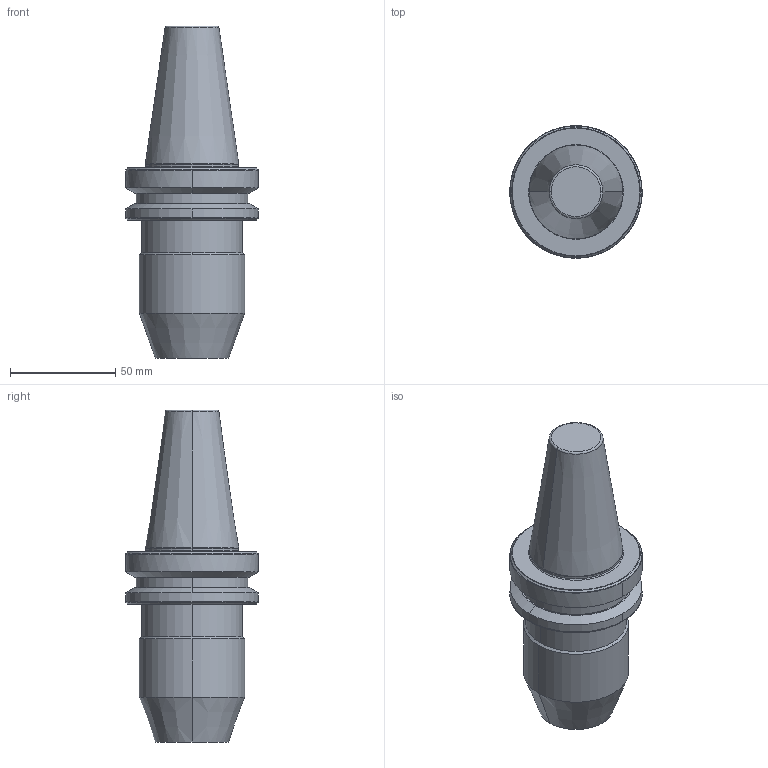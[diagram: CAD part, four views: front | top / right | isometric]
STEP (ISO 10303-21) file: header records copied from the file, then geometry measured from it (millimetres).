
FILE_DESCRIPTION (( 'STEP AP203' ), '1' );
FILE_NAME ('BT40 NCDC 1-13 092.5.STEP', '2019-05-24T06:41:27', ( '' ), ( '' ), 'SwSTEP 2.0', 'SolidWorks 2014', '' );
FILE_SCHEMA (( 'CONFIG_CONTROL_DESIGN' ));
Length unit declared in the file: millimetre
Products named in the file (1): BT40 NCDC  1-13  092.5
Bounding box: 63 x 63 x 157.9 mm (x, y, z)
Volume: 253278.8 mm3; surface area: 27401.8 mm2
Topology: 1 solids, 1 shells, 52 faces, 126 edges, 80 vertices
Faces by surface type: cone 16, bspline 14, cylinder 12, plane 6, torus 4
Entity records: 2275 total; most frequent: CARTESIAN_POINT 1056, ORIENTED_EDGE 252, DIRECTION 236, EDGE_CURVE 126, AXIS2_PLACEMENT_3D 104, VERTEX_POINT 80, CIRCLE 65, EDGE_LOOP 56
